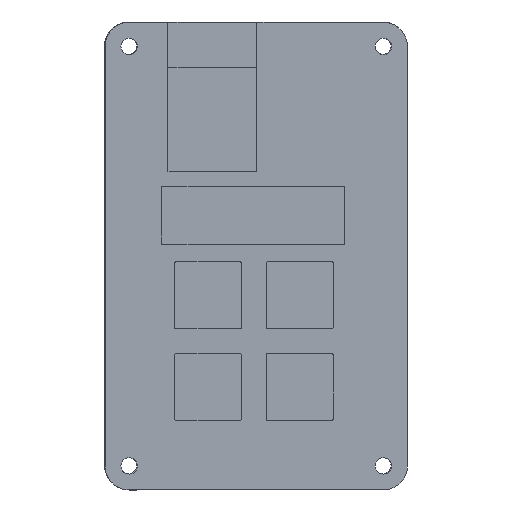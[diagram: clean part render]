
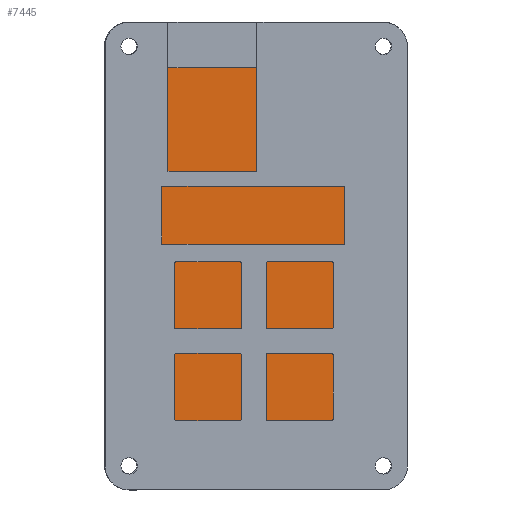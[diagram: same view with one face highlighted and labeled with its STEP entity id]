
A CAD part, top view. The second image highlights one B-rep face of the part: STEP entity #7445.
In plain terms, the highlighted planar face has unit normal (0, 0, 1).
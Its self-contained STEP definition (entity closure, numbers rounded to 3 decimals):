
#1179=FACE_OUTER_BOUND('',#1617,.T.);
#1617=EDGE_LOOP('',(#6850,#6851,#6852,#6853));
#2239=LINE('',#14597,#2855);
#2240=LINE('',#14599,#2856);
#2241=LINE('',#14601,#2857);
#2242=LINE('',#14602,#2858);
#2855=VECTOR('',#8808,10.);
#2856=VECTOR('',#8809,10.);
#2857=VECTOR('',#8810,10.);
#2858=VECTOR('',#8811,10.);
#3595=VERTEX_POINT('',#14595);
#3596=VERTEX_POINT('',#14596);
#3597=VERTEX_POINT('',#14598);
#3598=VERTEX_POINT('',#14600);
#4687=EDGE_CURVE('',#3595,#3596,#2239,.T.);
#4688=EDGE_CURVE('',#3597,#3595,#2240,.T.);
#4689=EDGE_CURVE('',#3598,#3597,#2241,.T.);
#4690=EDGE_CURVE('',#3596,#3598,#2242,.T.);
#6850=ORIENTED_EDGE('',*,*,#4687,.F.);
#6851=ORIENTED_EDGE('',*,*,#4688,.F.);
#6852=ORIENTED_EDGE('',*,*,#4689,.F.);
#6853=ORIENTED_EDGE('',*,*,#4690,.F.);
#7059=PLANE('',#7711);
#7445=ADVANCED_FACE('',(#1179),#7059,.T.);
#7711=AXIS2_PLACEMENT_3D('',#14594,#8806,#8807);
#8806=DIRECTION('center_axis',(0.,0.,1.));
#8807=DIRECTION('ref_axis',(1.,0.,0.));
#8808=DIRECTION('',(-1.,0.,0.));
#8809=DIRECTION('',(0.,-1.,0.));
#8810=DIRECTION('',(1.,0.,0.));
#8811=DIRECTION('',(0.,1.,0.));
#14594=CARTESIAN_POINT('Origin',(-0.401,0.555,3.));
#14595=CARTESIAN_POINT('',(21.53,-38.56,3.));
#14596=CARTESIAN_POINT('',(-22.332,-38.56,3.));
#14597=CARTESIAN_POINT('',(10.564,-38.56,3.));
#14598=CARTESIAN_POINT('',(21.53,39.671,3.));
#14599=CARTESIAN_POINT('',(21.53,20.113,3.));
#14600=CARTESIAN_POINT('',(-22.332,39.671,3.));
#14601=CARTESIAN_POINT('',(-11.367,39.671,3.));
#14602=CARTESIAN_POINT('',(-22.332,-19.002,3.));
